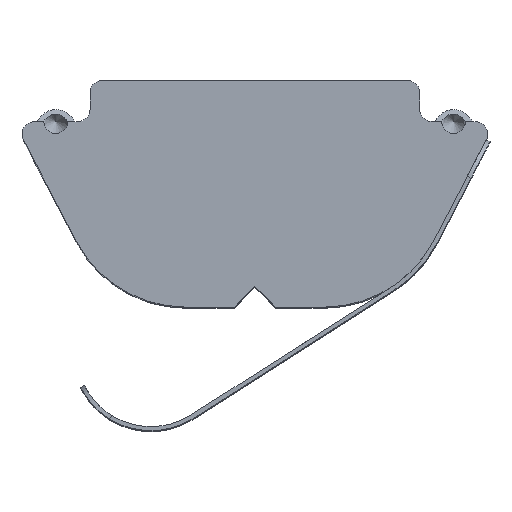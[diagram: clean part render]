
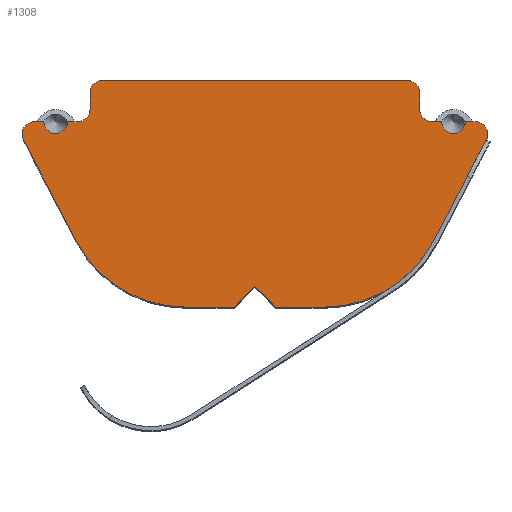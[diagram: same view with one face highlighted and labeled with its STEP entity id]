
A CAD part, top view. The second image highlights one B-rep face of the part: STEP entity #1308.
In plain terms, the highlighted planar face has unit normal (0, 0, 1).
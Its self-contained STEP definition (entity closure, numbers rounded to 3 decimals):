
#62=CIRCLE('',#1380,3.);
#69=CIRCLE('',#1393,3.);
#79=CIRCLE('',#1427,0.29);
#80=CIRCLE('',#1435,0.29);
#81=CIRCLE('',#1442,0.3);
#82=CIRCLE('',#1444,0.3);
#83=CIRCLE('',#1447,0.3);
#84=CIRCLE('',#1450,0.3);
#85=CIRCLE('',#1453,0.3);
#86=CIRCLE('',#1455,0.3);
#121=PLANE('',#1456);
#186=FACE_OUTER_BOUND('',#252,.T.);
#252=EDGE_LOOP('',(#1195,#1196,#1197,#1198,#1199,#1200,#1201,#1202,#1203,
#1204,#1205,#1206,#1207,#1208,#1209,#1210,#1211,#1212,#1213,#1214,#1215,
#1216,#1217,#1218,#1219,#1220,#1221));
#297=LINE('',#2099,#413);
#309=LINE('',#2198,#425);
#311=LINE('',#2202,#427);
#313=LINE('',#2206,#429);
#314=LINE('',#2208,#430);
#335=LINE('',#2272,#451);
#338=LINE('',#2278,#454);
#343=LINE('',#2295,#459);
#344=LINE('',#2300,#460);
#346=LINE('',#2311,#462);
#347=LINE('',#2316,#463);
#351=LINE('',#2324,#467);
#352=LINE('',#2326,#468);
#358=LINE('',#2341,#474);
#361=LINE('',#2351,#477);
#364=LINE('',#2359,#480);
#367=LINE('',#2367,#483);
#413=VECTOR('',#1601,10.);
#425=VECTOR('',#1649,10.);
#427=VECTOR('',#1653,10.);
#429=VECTOR('',#1657,10.);
#430=VECTOR('',#1660,10.);
#451=VECTOR('',#1713,10.);
#454=VECTOR('',#1716,10.);
#459=VECTOR('',#1737,10.);
#460=VECTOR('',#1742,10.);
#462=VECTOR('',#1754,10.);
#463=VECTOR('',#1759,10.);
#467=VECTOR('',#1767,10.);
#468=VECTOR('',#1768,10.);
#474=VECTOR('',#1788,10.);
#477=VECTOR('',#1801,10.);
#480=VECTOR('',#1810,10.);
#483=VECTOR('',#1819,10.);
#554=VERTEX_POINT('',#2096);
#555=VERTEX_POINT('',#2098);
#558=VERTEX_POINT('',#2108);
#574=VERTEX_POINT('',#2186);
#575=VERTEX_POINT('',#2188);
#578=VERTEX_POINT('',#2196);
#579=VERTEX_POINT('',#2200);
#580=VERTEX_POINT('',#2204);
#606=VERTEX_POINT('',#2269);
#607=VERTEX_POINT('',#2271);
#609=VERTEX_POINT('',#2275);
#610=VERTEX_POINT('',#2277);
#614=VERTEX_POINT('',#2294);
#616=VERTEX_POINT('',#2298);
#618=VERTEX_POINT('',#2307);
#619=VERTEX_POINT('',#2308);
#620=VERTEX_POINT('',#2310);
#622=VERTEX_POINT('',#2314);
#624=VERTEX_POINT('',#2322);
#625=VERTEX_POINT('',#2325);
#627=VERTEX_POINT('',#2340);
#628=VERTEX_POINT('',#2346);
#629=VERTEX_POINT('',#2350);
#630=VERTEX_POINT('',#2354);
#631=VERTEX_POINT('',#2358);
#632=VERTEX_POINT('',#2362);
#633=VERTEX_POINT('',#2366);
#712=EDGE_CURVE('',#555,#554,#297,.T.);
#717=EDGE_CURVE('',#558,#555,#62,.T.);
#737=EDGE_CURVE('',#575,#574,#69,.T.);
#742=EDGE_CURVE('',#574,#578,#309,.T.);
#744=EDGE_CURVE('',#578,#579,#311,.T.);
#746=EDGE_CURVE('',#579,#580,#313,.T.);
#747=EDGE_CURVE('',#580,#558,#314,.T.);
#779=EDGE_CURVE('',#607,#606,#335,.T.);
#782=EDGE_CURVE('',#610,#609,#338,.T.);
#791=EDGE_CURVE('',#614,#607,#343,.T.);
#794=EDGE_CURVE('',#609,#616,#344,.T.);
#796=EDGE_CURVE('',#616,#614,#79,.T.);
#798=EDGE_CURVE('',#620,#618,#346,.T.);
#801=EDGE_CURVE('',#619,#622,#347,.T.);
#805=EDGE_CURVE('',#618,#624,#351,.T.);
#806=EDGE_CURVE('',#625,#619,#352,.T.);
#809=EDGE_CURVE('',#622,#620,#80,.T.);
#813=EDGE_CURVE('',#627,#575,#358,.T.);
#815=EDGE_CURVE('',#606,#627,#81,.T.);
#816=EDGE_CURVE('',#628,#610,#82,.T.);
#818=EDGE_CURVE('',#629,#628,#361,.T.);
#820=EDGE_CURVE('',#630,#629,#83,.T.);
#822=EDGE_CURVE('',#631,#630,#364,.T.);
#824=EDGE_CURVE('',#632,#631,#84,.T.);
#826=EDGE_CURVE('',#633,#632,#367,.T.);
#828=EDGE_CURVE('',#624,#633,#85,.T.);
#829=EDGE_CURVE('',#554,#625,#86,.T.);
#1195=ORIENTED_EDGE('',*,*,#791,.T.);
#1196=ORIENTED_EDGE('',*,*,#779,.T.);
#1197=ORIENTED_EDGE('',*,*,#815,.T.);
#1198=ORIENTED_EDGE('',*,*,#813,.T.);
#1199=ORIENTED_EDGE('',*,*,#737,.T.);
#1200=ORIENTED_EDGE('',*,*,#742,.T.);
#1201=ORIENTED_EDGE('',*,*,#744,.T.);
#1202=ORIENTED_EDGE('',*,*,#746,.T.);
#1203=ORIENTED_EDGE('',*,*,#747,.T.);
#1204=ORIENTED_EDGE('',*,*,#717,.T.);
#1205=ORIENTED_EDGE('',*,*,#712,.T.);
#1206=ORIENTED_EDGE('',*,*,#829,.T.);
#1207=ORIENTED_EDGE('',*,*,#806,.T.);
#1208=ORIENTED_EDGE('',*,*,#801,.T.);
#1209=ORIENTED_EDGE('',*,*,#809,.T.);
#1210=ORIENTED_EDGE('',*,*,#798,.T.);
#1211=ORIENTED_EDGE('',*,*,#805,.T.);
#1212=ORIENTED_EDGE('',*,*,#828,.T.);
#1213=ORIENTED_EDGE('',*,*,#826,.T.);
#1214=ORIENTED_EDGE('',*,*,#824,.T.);
#1215=ORIENTED_EDGE('',*,*,#822,.T.);
#1216=ORIENTED_EDGE('',*,*,#820,.T.);
#1217=ORIENTED_EDGE('',*,*,#818,.T.);
#1218=ORIENTED_EDGE('',*,*,#816,.T.);
#1219=ORIENTED_EDGE('',*,*,#782,.T.);
#1220=ORIENTED_EDGE('',*,*,#794,.T.);
#1221=ORIENTED_EDGE('',*,*,#796,.T.);
#1308=ADVANCED_FACE('',(#186),#121,.T.);
#1380=AXIS2_PLACEMENT_3D('',#2109,#1610,#1611);
#1393=AXIS2_PLACEMENT_3D('',#2189,#1640,#1641);
#1427=AXIS2_PLACEMENT_3D('',#2305,#1748,#1749);
#1435=AXIS2_PLACEMENT_3D('',#2331,#1773,#1774);
#1442=AXIS2_PLACEMENT_3D('',#2344,#1792,#1793);
#1444=AXIS2_PLACEMENT_3D('',#2347,#1796,#1797);
#1447=AXIS2_PLACEMENT_3D('',#2355,#1805,#1806);
#1450=AXIS2_PLACEMENT_3D('',#2363,#1814,#1815);
#1453=AXIS2_PLACEMENT_3D('',#2370,#1823,#1824);
#1455=AXIS2_PLACEMENT_3D('',#2372,#1827,#1828);
#1456=AXIS2_PLACEMENT_3D('',#2373,#1829,#1830);
#1601=DIRECTION('',(0.462,0.887,0.));
#1610=DIRECTION('center_axis',(0.,0.,1.));
#1611=DIRECTION('ref_axis',(0.,-1.,0.));
#1640=DIRECTION('center_axis',(0.,0.,1.));
#1641=DIRECTION('ref_axis',(-0.887,-0.462,0.));
#1649=DIRECTION('',(1.,0.,0.));
#1653=DIRECTION('',(0.707,0.707,0.));
#1657=DIRECTION('',(0.707,-0.707,0.));
#1660=DIRECTION('',(1.,0.,0.));
#1713=DIRECTION('',(-1.,0.,0.));
#1716=DIRECTION('',(-1.,0.,0.));
#1737=DIRECTION('',(-1.,0.,0.));
#1742=DIRECTION('',(-1.,0.,0.));
#1748=DIRECTION('center_axis',(0.,0.,-1.));
#1749=DIRECTION('ref_axis',(1.,0.,0.));
#1754=DIRECTION('',(-1.,0.,0.));
#1759=DIRECTION('',(-1.,0.,0.));
#1767=DIRECTION('',(-1.,0.,0.));
#1768=DIRECTION('',(-1.,0.,0.));
#1773=DIRECTION('center_axis',(0.,0.,-1.));
#1774=DIRECTION('ref_axis',(1.,0.,0.));
#1788=DIRECTION('',(0.462,-0.887,0.));
#1792=DIRECTION('center_axis',(0.,0.,1.));
#1793=DIRECTION('ref_axis',(0.,1.,0.));
#1796=DIRECTION('center_axis',(0.,0.,-1.));
#1797=DIRECTION('ref_axis',(0.,1.,0.));
#1801=DIRECTION('',(0.,-1.,0.));
#1805=DIRECTION('center_axis',(0.,0.,1.));
#1806=DIRECTION('ref_axis',(0.,1.,0.));
#1810=DIRECTION('',(-1.,0.,0.));
#1814=DIRECTION('center_axis',(0.,0.,1.));
#1815=DIRECTION('ref_axis',(1.,0.,0.));
#1819=DIRECTION('',(0.,1.,0.));
#1823=DIRECTION('center_axis',(0.,0.,-1.));
#1824=DIRECTION('ref_axis',(1.,0.,0.));
#1827=DIRECTION('center_axis',(0.,0.,1.));
#1828=DIRECTION('ref_axis',(0.887,-0.462,0.));
#1829=DIRECTION('center_axis',(0.,0.,1.));
#1830=DIRECTION('ref_axis',(1.,0.,0.));
#2096=CARTESIAN_POINT('',(5.616,-0.439,8.));
#2098=CARTESIAN_POINT('',(4.342,-2.885,8.));
#2099=CARTESIAN_POINT('',(4.342,-2.885,8.));
#2108=CARTESIAN_POINT('',(1.681,-4.5,8.));
#2109=CARTESIAN_POINT('Origin',(1.681,-1.5,8.));
#2186=CARTESIAN_POINT('',(-1.681,-4.5,8.));
#2188=CARTESIAN_POINT('',(-4.342,-2.885,8.));
#2189=CARTESIAN_POINT('Origin',(-1.681,-1.5,8.));
#2196=CARTESIAN_POINT('',(-0.5,-4.5,8.));
#2198=CARTESIAN_POINT('',(-1.681,-4.5,8.));
#2200=CARTESIAN_POINT('',(0.,-4.,8.));
#2202=CARTESIAN_POINT('',(-0.5,-4.5,8.));
#2204=CARTESIAN_POINT('',(0.5,-4.5,8.));
#2206=CARTESIAN_POINT('',(0.,-4.,8.));
#2208=CARTESIAN_POINT('',(0.5,-4.5,8.));
#2269=CARTESIAN_POINT('',(-5.35,0.,8.));
#2271=CARTESIAN_POINT('',(-5.29,0.,8.));
#2272=CARTESIAN_POINT('',(-4.3,0.,8.));
#2275=CARTESIAN_POINT('',(-4.37,0.,8.));
#2277=CARTESIAN_POINT('',(-4.3,0.,8.));
#2278=CARTESIAN_POINT('',(-4.3,0.,8.));
#2294=CARTESIAN_POINT('',(-5.12,0.,8.));
#2295=CARTESIAN_POINT('',(-2.415,0.,8.));
#2298=CARTESIAN_POINT('',(-4.54,0.,8.));
#2300=CARTESIAN_POINT('',(-2.415,0.,8.));
#2305=CARTESIAN_POINT('Origin',(-4.83,0.,8.));
#2307=CARTESIAN_POINT('',(4.36,0.,8.));
#2308=CARTESIAN_POINT('',(5.28,0.,8.));
#2310=CARTESIAN_POINT('',(4.53,0.,8.));
#2311=CARTESIAN_POINT('',(2.41,0.,8.));
#2314=CARTESIAN_POINT('',(5.11,0.,8.));
#2316=CARTESIAN_POINT('',(2.41,0.,8.));
#2322=CARTESIAN_POINT('',(4.3,0.,8.));
#2324=CARTESIAN_POINT('',(5.35,0.,8.));
#2325=CARTESIAN_POINT('',(5.35,0.,8.));
#2326=CARTESIAN_POINT('',(5.35,0.,8.));
#2331=CARTESIAN_POINT('Origin',(4.82,0.,8.));
#2340=CARTESIAN_POINT('',(-5.616,-0.439,8.));
#2341=CARTESIAN_POINT('',(-5.616,-0.439,8.));
#2344=CARTESIAN_POINT('Origin',(-5.35,-0.3,8.));
#2346=CARTESIAN_POINT('',(-4.,0.3,8.));
#2347=CARTESIAN_POINT('Origin',(-4.3,0.3,8.));
#2350=CARTESIAN_POINT('',(-4.,0.7,8.));
#2351=CARTESIAN_POINT('',(-4.,0.7,8.));
#2354=CARTESIAN_POINT('',(-3.7,1.,8.));
#2355=CARTESIAN_POINT('Origin',(-3.7,0.7,8.));
#2358=CARTESIAN_POINT('',(3.7,1.,8.));
#2359=CARTESIAN_POINT('',(3.7,1.,8.));
#2362=CARTESIAN_POINT('',(4.,0.7,8.));
#2363=CARTESIAN_POINT('Origin',(3.7,0.7,8.));
#2366=CARTESIAN_POINT('',(4.,0.3,8.));
#2367=CARTESIAN_POINT('',(4.,0.3,8.));
#2370=CARTESIAN_POINT('Origin',(4.3,0.3,8.));
#2372=CARTESIAN_POINT('Origin',(5.35,-0.3,8.));
#2373=CARTESIAN_POINT('Origin',(0.,-1.75,8.));
